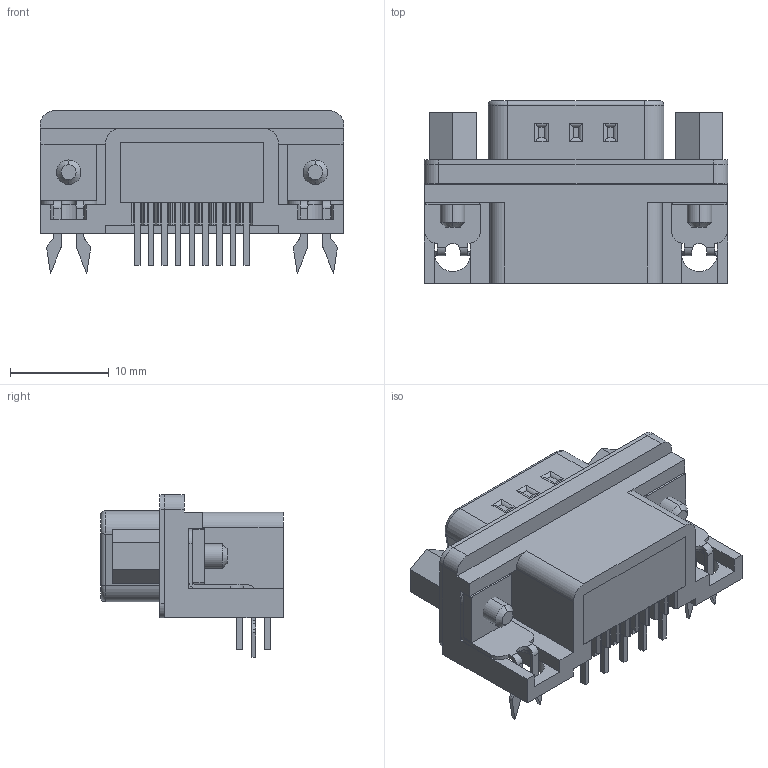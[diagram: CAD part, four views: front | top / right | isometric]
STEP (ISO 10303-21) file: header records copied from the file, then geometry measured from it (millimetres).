
FILE_DESCRIPTION((''),'2;1');
FILE_NAME('WURTH_618009231221.stp','2013-04-17T17:09:16',(''),(''),'Mechanical Desktop 2011','Mechanical Desktop 2011',', , ');
FILE_SCHEMA(('AUTOMOTIVE_DESIGN { 1 2 10303 214 1 1 1 1 }'));
Length unit declared in the file: millimetre
Products named in the file (1): Product
Bounding box: 30.8 x 18.5 x 16.5 mm (x, y, z)
Volume: 3194.9 mm3; surface area: 5793.4 mm2
Topology: 18 solids, 18 shells, 591 faces, 1559 edges, 996 vertices
Faces by surface type: plane 321, cylinder 200, cone 30, sphere 18, torus 16, bspline 6
Entity records: 18447 total; most frequent: CARTESIAN_POINT 3429, DIRECTION 3172, ORIENTED_EDGE 3074, EDGE_CURVE 1537, VECTOR 1058, LINE 1058, AXIS2_PLACEMENT_3D 1057, VERTEX_POINT 996
